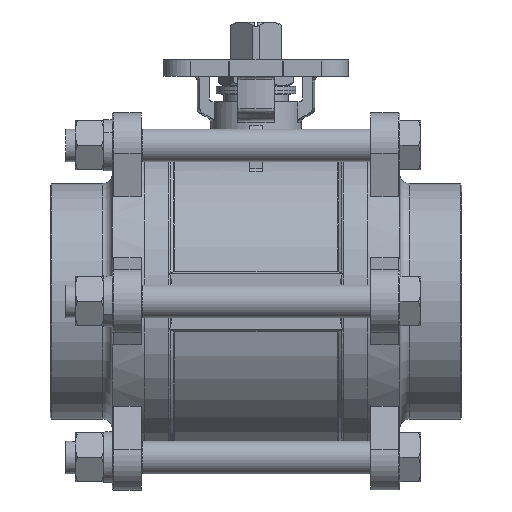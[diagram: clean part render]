
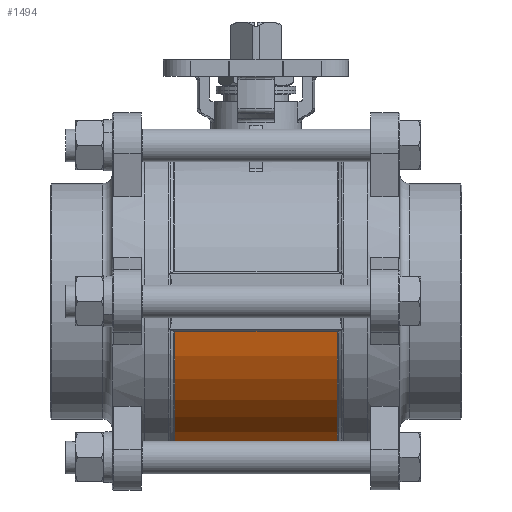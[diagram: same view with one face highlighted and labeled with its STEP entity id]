
A CAD part, left-side view. The second image highlights one B-rep face of the part: STEP entity #1494.
In plain terms, the highlighted cylindrical face has radius 82.5 mm (diameter 165 mm), a partial arc.
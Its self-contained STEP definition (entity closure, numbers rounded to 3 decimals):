
#1494=ADVANCED_FACE('',(#3048),#3049,.T.);
#3048=FACE_OUTER_BOUND('',#6146,.T.);
#3049=CYLINDRICAL_SURFACE('',#6147,82.5);
#6146=EDGE_LOOP('',(#9458,#9459,#9460,#9461));
#6147=AXIS2_PLACEMENT_3D('',#9462,#9463,#9464);
#9458=ORIENTED_EDGE('',*,*,#13113,.F.);
#9459=ORIENTED_EDGE('',*,*,#13415,.T.);
#9460=ORIENTED_EDGE('',*,*,#13055,.F.);
#9461=ORIENTED_EDGE('',*,*,#13117,.F.);
#9462=CARTESIAN_POINT('',(0.0,0.0,0.0));
#9463=DIRECTION('',(-1.0,0.0,0.0));
#9464=DIRECTION('',(0.0,0.0,1.0));
#13055=EDGE_CURVE('',#14936,#14938,#14939,.T.);
#13113=EDGE_CURVE('',#15033,#15035,#15036,.T.);
#13117=EDGE_CURVE('',#15035,#14936,#15041,.T.);
#13415=EDGE_CURVE('',#15033,#14938,#15530,.T.);
#14936=VERTEX_POINT('',#17700);
#14938=VERTEX_POINT('',#17706);
#14939=LINE('',#17707,#17708);
#15033=VERTEX_POINT('',#17896);
#15035=VERTEX_POINT('',#17902);
#15036=LINE('',#17903,#17904);
#15041=CIRCLE('',#17916,82.5);
#15530=CIRCLE('',#19459,82.5);
#17700=CARTESIAN_POINT('',(-44.666,80.842,16.457));
#17706=CARTESIAN_POINT('',(44.666,80.842,16.457));
#17707=CARTESIAN_POINT('',(0.0,80.842,16.457));
#17708=VECTOR('',#24071,1.0);
#17896=CARTESIAN_POINT('',(44.666,-80.842,16.457));
#17902=CARTESIAN_POINT('',(-44.666,-80.842,16.457));
#17903=CARTESIAN_POINT('',(0.0,-80.842,16.457));
#17904=VECTOR('',#24113,1.0);
#17916=AXIS2_PLACEMENT_3D('',#24114,#24115,#24116);
#19459=AXIS2_PLACEMENT_3D('',#24462,#24463,#24464);
#24071=DIRECTION('',(1.0,0.0,0.0));
#24113=DIRECTION('',(-1.0,0.0,0.0));
#24114=CARTESIAN_POINT('',(-44.666,0.0,0.0));
#24115=DIRECTION('',(-1.0,0.0,0.0));
#24116=DIRECTION('',(0.0,0.0,1.0));
#24462=CARTESIAN_POINT('',(44.666,0.0,0.0));
#24463=DIRECTION('',(-1.0,0.0,0.0));
#24464=DIRECTION('',(0.0,0.0,1.0));
